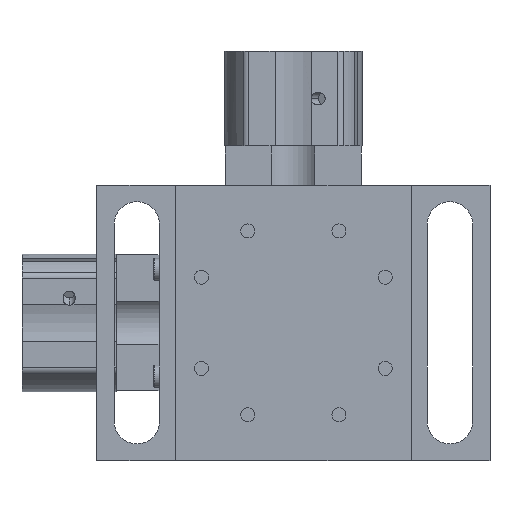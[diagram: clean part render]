
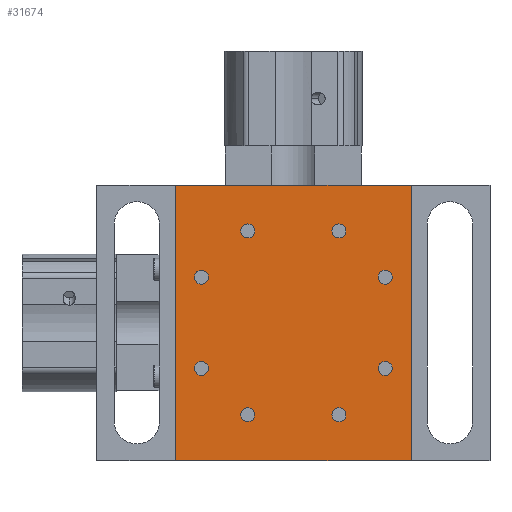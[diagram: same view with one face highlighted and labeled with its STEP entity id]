
A CAD part, front view. The second image highlights one B-rep face of the part: STEP entity #31674.
In plain terms, the highlighted planar face has unit normal (0, -1, 0).
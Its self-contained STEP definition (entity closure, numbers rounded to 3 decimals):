
#12430=DIRECTION('',(-1.,0.,0.));
#12431=VECTOR('',#12430,38.1);
#12432=CARTESIAN_POINT('',(50.8,0.508,0.));
#12433=LINE('',#12432,#12431);
#12465=DIRECTION('',(1.,0.,0.));
#12466=VECTOR('',#12465,38.1);
#12467=CARTESIAN_POINT('',(12.7,0.508,44.45));
#12468=LINE('',#12467,#12466);
#12485=DIRECTION('',(0.,0.,1.));
#12486=VECTOR('',#12485,44.45);
#12487=CARTESIAN_POINT('',(12.7,0.508,0.));
#12488=LINE('',#12487,#12486);
#12489=DIRECTION('',(0.,0.,-1.));
#12490=VECTOR('',#12489,44.45);
#12491=CARTESIAN_POINT('',(50.8,0.508,44.45));
#12492=LINE('',#12491,#12490);
#12493=CARTESIAN_POINT('',(46.584,0.508,29.591));
#12494=DIRECTION('',(0.,-1.,0.));
#12495=DIRECTION('',(0.,0.,1.));
#12496=AXIS2_PLACEMENT_3D('',#12493,#12494,#12495);
#12498=CARTESIAN_POINT('',(46.584,0.508,29.591));
#12499=DIRECTION('',(0.,-1.,0.));
#12500=DIRECTION('',(0.,0.,-1.));
#12501=AXIS2_PLACEMENT_3D('',#12498,#12499,#12500);
#12503=CARTESIAN_POINT('',(16.916,0.508,29.591));
#12504=DIRECTION('',(0.,-1.,0.));
#12505=DIRECTION('',(0.,0.,1.));
#12506=AXIS2_PLACEMENT_3D('',#12503,#12504,#12505);
#12508=CARTESIAN_POINT('',(16.916,0.508,29.591));
#12509=DIRECTION('',(0.,-1.,0.));
#12510=DIRECTION('',(0.,0.,-1.));
#12511=AXIS2_PLACEMENT_3D('',#12508,#12509,#12510);
#12513=CARTESIAN_POINT('',(46.584,0.508,14.859));
#12514=DIRECTION('',(0.,-1.,0.));
#12515=DIRECTION('',(0.,0.,1.));
#12516=AXIS2_PLACEMENT_3D('',#12513,#12514,#12515);
#12518=CARTESIAN_POINT('',(46.584,0.508,14.859));
#12519=DIRECTION('',(0.,-1.,0.));
#12520=DIRECTION('',(0.,0.,-1.));
#12521=AXIS2_PLACEMENT_3D('',#12518,#12519,#12520);
#12523=CARTESIAN_POINT('',(16.916,0.508,14.859));
#12524=DIRECTION('',(0.,-1.,0.));
#12525=DIRECTION('',(0.,0.,1.));
#12526=AXIS2_PLACEMENT_3D('',#12523,#12524,#12525);
#12528=CARTESIAN_POINT('',(16.916,0.508,14.859));
#12529=DIRECTION('',(0.,-1.,0.));
#12530=DIRECTION('',(0.,0.,-1.));
#12531=AXIS2_PLACEMENT_3D('',#12528,#12529,#12530);
#12533=CARTESIAN_POINT('',(39.116,0.508,37.059));
#12534=DIRECTION('',(0.,-1.,0.));
#12535=DIRECTION('',(0.,0.,1.));
#12536=AXIS2_PLACEMENT_3D('',#12533,#12534,#12535);
#12538=CARTESIAN_POINT('',(39.116,0.508,37.059));
#12539=DIRECTION('',(0.,-1.,0.));
#12540=DIRECTION('',(0.,0.,-1.));
#12541=AXIS2_PLACEMENT_3D('',#12538,#12539,#12540);
#12543=CARTESIAN_POINT('',(24.384,0.508,37.059));
#12544=DIRECTION('',(0.,-1.,0.));
#12545=DIRECTION('',(0.,0.,1.));
#12546=AXIS2_PLACEMENT_3D('',#12543,#12544,#12545);
#12548=CARTESIAN_POINT('',(24.384,0.508,37.059));
#12549=DIRECTION('',(0.,-1.,0.));
#12550=DIRECTION('',(0.,0.,-1.));
#12551=AXIS2_PLACEMENT_3D('',#12548,#12549,#12550);
#12553=CARTESIAN_POINT('',(39.116,0.508,7.391));
#12554=DIRECTION('',(0.,-1.,0.));
#12555=DIRECTION('',(0.,0.,1.));
#12556=AXIS2_PLACEMENT_3D('',#12553,#12554,#12555);
#12558=CARTESIAN_POINT('',(39.116,0.508,7.391));
#12559=DIRECTION('',(0.,-1.,0.));
#12560=DIRECTION('',(0.,0.,-1.));
#12561=AXIS2_PLACEMENT_3D('',#12558,#12559,#12560);
#12563=CARTESIAN_POINT('',(24.384,0.508,7.391));
#12564=DIRECTION('',(0.,-1.,0.));
#12565=DIRECTION('',(0.,0.,1.));
#12566=AXIS2_PLACEMENT_3D('',#12563,#12564,#12565);
#12568=CARTESIAN_POINT('',(24.384,0.508,7.391));
#12569=DIRECTION('',(0.,-1.,0.));
#12570=DIRECTION('',(0.,0.,-1.));
#12571=AXIS2_PLACEMENT_3D('',#12568,#12569,#12570);
#16733=CARTESIAN_POINT('',(46.584,0.508,30.721));
#16735=VERTEX_POINT('',#16733);
#16736=CARTESIAN_POINT('',(46.584,0.508,28.461));
#16737=VERTEX_POINT('',#16736);
#16740=CARTESIAN_POINT('',(16.916,0.508,30.721));
#16741=CARTESIAN_POINT('',(16.916,0.508,28.461));
#16742=VERTEX_POINT('',#16740);
#16743=VERTEX_POINT('',#16741);
#16745=CARTESIAN_POINT('',(46.584,0.508,15.989));
#16747=VERTEX_POINT('',#16745);
#16748=CARTESIAN_POINT('',(46.584,0.508,13.729));
#16749=VERTEX_POINT('',#16748);
#16752=CARTESIAN_POINT('',(16.916,0.508,15.989));
#16753=CARTESIAN_POINT('',(16.916,0.508,13.729));
#16754=VERTEX_POINT('',#16752);
#16755=VERTEX_POINT('',#16753);
#16773=CARTESIAN_POINT('',(39.116,0.508,38.189));
#16775=VERTEX_POINT('',#16773);
#16776=CARTESIAN_POINT('',(39.116,0.508,35.928));
#16777=VERTEX_POINT('',#16776);
#16781=CARTESIAN_POINT('',(24.384,0.508,38.189));
#16783=VERTEX_POINT('',#16781);
#16784=CARTESIAN_POINT('',(24.384,0.508,35.928));
#16785=VERTEX_POINT('',#16784);
#16789=CARTESIAN_POINT('',(39.116,0.508,8.522));
#16791=VERTEX_POINT('',#16789);
#16792=CARTESIAN_POINT('',(39.116,0.508,6.261));
#16793=VERTEX_POINT('',#16792);
#16797=CARTESIAN_POINT('',(24.384,0.508,8.522));
#16799=VERTEX_POINT('',#16797);
#16800=CARTESIAN_POINT('',(24.384,0.508,6.261));
#16801=VERTEX_POINT('',#16800);
#16856=CARTESIAN_POINT('',(50.8,0.508,44.45));
#16858=VERTEX_POINT('',#16856);
#16860=CARTESIAN_POINT('',(50.8,0.508,0.));
#16861=VERTEX_POINT('',#16860);
#16864=CARTESIAN_POINT('',(12.7,0.508,0.));
#16866=VERTEX_POINT('',#16864);
#16868=CARTESIAN_POINT('',(12.7,0.508,44.45));
#16869=VERTEX_POINT('',#16868);
#31614=CARTESIAN_POINT('',(31.75,0.508,22.225));
#31615=DIRECTION('',(0.,1.,0.));
#31616=DIRECTION('',(0.,0.,1.));
#31617=AXIS2_PLACEMENT_3D('',#31614,#31615,#31616);
#31618=PLANE('',#31617);
#31620=ORIENTED_EDGE('',*,*,#31619,.T.);
#31621=ORIENTED_EDGE('',*,*,#31591,.T.);
#31622=ORIENTED_EDGE('',*,*,#31574,.T.);
#31623=ORIENTED_EDGE('',*,*,#31517,.T.);
#31624=EDGE_LOOP('',(#31620,#31621,#31622,#31623));
#31625=FACE_OUTER_BOUND('',#31624,.F.);
#31627=ORIENTED_EDGE('',*,*,#31626,.T.);
#31629=ORIENTED_EDGE('',*,*,#31628,.T.);
#31630=EDGE_LOOP('',(#31627,#31629));
#31631=FACE_BOUND('',#31630,.F.);
#31633=ORIENTED_EDGE('',*,*,#31632,.T.);
#31635=ORIENTED_EDGE('',*,*,#31634,.T.);
#31636=EDGE_LOOP('',(#31633,#31635));
#31637=FACE_BOUND('',#31636,.F.);
#31639=ORIENTED_EDGE('',*,*,#31638,.T.);
#31641=ORIENTED_EDGE('',*,*,#31640,.T.);
#31642=EDGE_LOOP('',(#31639,#31641));
#31643=FACE_BOUND('',#31642,.F.);
#31645=ORIENTED_EDGE('',*,*,#31644,.T.);
#31647=ORIENTED_EDGE('',*,*,#31646,.T.);
#31648=EDGE_LOOP('',(#31645,#31647));
#31649=FACE_BOUND('',#31648,.F.);
#31651=ORIENTED_EDGE('',*,*,#31650,.T.);
#31653=ORIENTED_EDGE('',*,*,#31652,.T.);
#31654=EDGE_LOOP('',(#31651,#31653));
#31655=FACE_BOUND('',#31654,.F.);
#31657=ORIENTED_EDGE('',*,*,#31656,.T.);
#31659=ORIENTED_EDGE('',*,*,#31658,.T.);
#31660=EDGE_LOOP('',(#31657,#31659));
#31661=FACE_BOUND('',#31660,.F.);
#31663=ORIENTED_EDGE('',*,*,#31662,.T.);
#31665=ORIENTED_EDGE('',*,*,#31664,.T.);
#31666=EDGE_LOOP('',(#31663,#31665));
#31667=FACE_BOUND('',#31666,.F.);
#31669=ORIENTED_EDGE('',*,*,#31668,.T.);
#31671=ORIENTED_EDGE('',*,*,#31670,.T.);
#31672=EDGE_LOOP('',(#31669,#31671));
#31673=FACE_BOUND('',#31672,.F.);
#12497=CIRCLE('',#12496,1.13);
#12502=CIRCLE('',#12501,1.13);
#12507=CIRCLE('',#12506,1.13);
#12512=CIRCLE('',#12511,1.13);
#12517=CIRCLE('',#12516,1.13);
#12522=CIRCLE('',#12521,1.13);
#12527=CIRCLE('',#12526,1.13);
#12532=CIRCLE('',#12531,1.13);
#12537=CIRCLE('',#12536,1.13);
#12542=CIRCLE('',#12541,1.13);
#12547=CIRCLE('',#12546,1.13);
#12552=CIRCLE('',#12551,1.13);
#12557=CIRCLE('',#12556,1.13);
#12562=CIRCLE('',#12561,1.13);
#12567=CIRCLE('',#12566,1.13);
#12572=CIRCLE('',#12571,1.13);
#31517=EDGE_CURVE('',#16861,#16866,#12433,.T.);
#31574=EDGE_CURVE('',#16858,#16861,#12492,.T.);
#31591=EDGE_CURVE('',#16869,#16858,#12468,.T.);
#31619=EDGE_CURVE('',#16866,#16869,#12488,.T.);
#31626=EDGE_CURVE('',#16735,#16737,#12497,.T.);
#31628=EDGE_CURVE('',#16737,#16735,#12502,.T.);
#31632=EDGE_CURVE('',#16742,#16743,#12507,.T.);
#31634=EDGE_CURVE('',#16743,#16742,#12512,.T.);
#31638=EDGE_CURVE('',#16747,#16749,#12517,.T.);
#31640=EDGE_CURVE('',#16749,#16747,#12522,.T.);
#31644=EDGE_CURVE('',#16754,#16755,#12527,.T.);
#31646=EDGE_CURVE('',#16755,#16754,#12532,.T.);
#31650=EDGE_CURVE('',#16775,#16777,#12537,.T.);
#31652=EDGE_CURVE('',#16777,#16775,#12542,.T.);
#31656=EDGE_CURVE('',#16783,#16785,#12547,.T.);
#31658=EDGE_CURVE('',#16785,#16783,#12552,.T.);
#31662=EDGE_CURVE('',#16791,#16793,#12557,.T.);
#31664=EDGE_CURVE('',#16793,#16791,#12562,.T.);
#31668=EDGE_CURVE('',#16799,#16801,#12567,.T.);
#31670=EDGE_CURVE('',#16801,#16799,#12572,.T.);
#31674=ADVANCED_FACE('',(#31625,#31631,#31637,#31643,#31649,#31655,#31661,
#31667,#31673),#31618,.F.);
